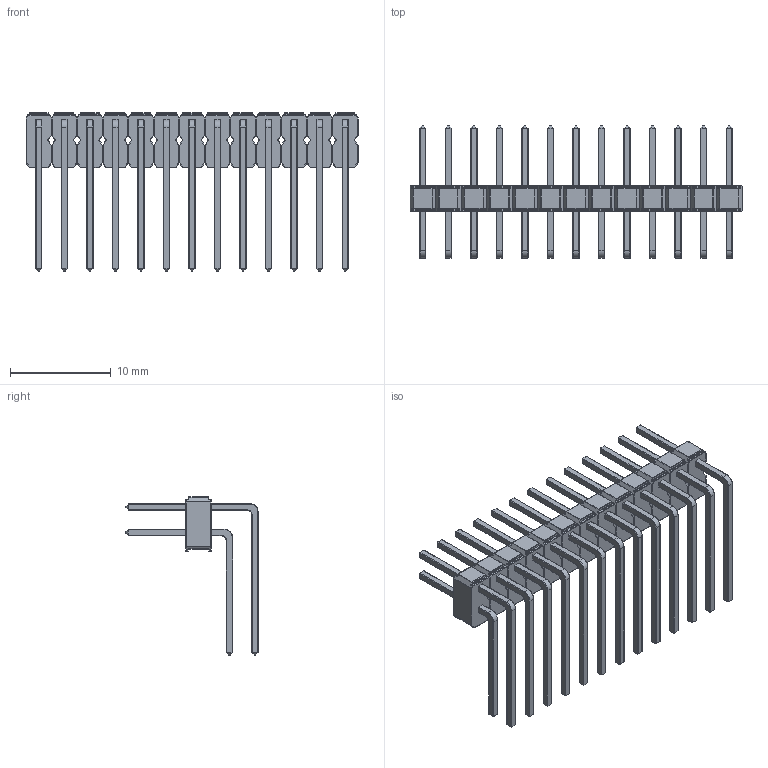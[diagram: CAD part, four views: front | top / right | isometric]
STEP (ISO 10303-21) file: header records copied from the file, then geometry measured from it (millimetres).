
FILE_DESCRIPTION (( 'STEP AP214' ), '1' );
FILE_NAME ('929838-02-13.STEP', '2017-12-20T16:53:35', ( '' ), ( '' ), 'SwSTEP 2.0', 'SolidWorks 2014', '' );
FILE_SCHEMA (( 'AUTOMOTIVE_DESIGN' ));
Length unit declared in the file: millimetre
Products named in the file (3): 838-02-Middle; 838-02-End; 929838-02-13
Assembly tree (13 placements, depth 2):
  929838-02-13
    838-02-End
    838-02-Middle  x12
Bounding box: 33.02 x 13.15 x 15.75 mm (x, y, z)
Volume: 653.8 mm3; surface area: 2254.6 mm2
Topology: 13 solids, 13 shells, 2920 faces, 7186 edges, 3932 vertices
Faces by surface type: cylinder 1421, plane 829, sphere 412, torus 154, bspline 104
Entity records: 17140 total; most frequent: CARTESIAN_POINT 2704, DIRECTION 2050, ORIENTED_EDGE 2020, EDGE_CURVE 1010, AXIS2_PLACEMENT_3D 766, VERTEX_POINT 588, VECTOR 518, LINE 518
